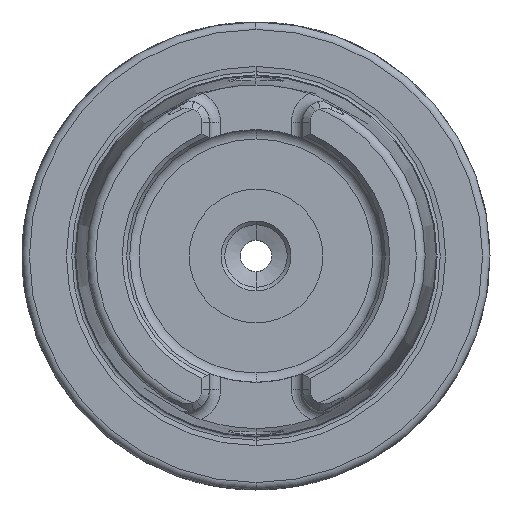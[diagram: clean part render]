
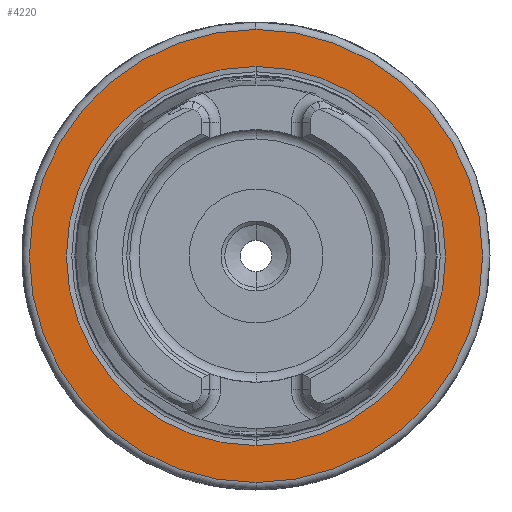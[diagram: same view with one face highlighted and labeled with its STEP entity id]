
A CAD part, left-side view. The second image highlights one B-rep face of the part: STEP entity #4220.
In plain terms, the highlighted planar face has unit normal (-1, 0, 0).
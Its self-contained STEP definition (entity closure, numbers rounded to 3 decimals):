
#63 = AXIS2_PLACEMENT_3D ( 'NONE', #557, #2050, #7014 ) ;
#313 = CARTESIAN_POINT ( 'NONE',  ( -64., 0., -25.521 ) ) ;
#342 = AXIS2_PLACEMENT_3D ( 'NONE', #7295, #3061, #7985 ) ;
#557 = CARTESIAN_POINT ( 'NONE',  ( -64., 31.5, 0. ) ) ;
#1285 = AXIS2_PLACEMENT_3D ( 'NONE', #7885, #3688, #8600 ) ;
#1304 = VERTEX_POINT ( 'NONE', #1584 ) ;
#1318 = EDGE_CURVE ( 'NONE', #4846, #5951, #1401, .T. ) ;
#1343 = PLANE ( 'NONE',  #63 ) ;
#1401 = CIRCLE ( 'NONE', #3999, 30.5 ) ;
#1414 = CIRCLE ( 'NONE', #342, 25.521 ) ;
#1418 = ORIENTED_EDGE ( 'NONE', *, *, #8796, .T. ) ;
#1474 = FACE_BOUND ( 'NONE', #2072, .T. ) ;
#1584 = CARTESIAN_POINT ( 'NONE',  ( -64., 0., 25.521 ) ) ;
#2050 = DIRECTION ( 'NONE',  ( 1., 0., 0. ) ) ;
#2072 = EDGE_LOOP ( 'NONE', ( #1418, #8160 ) ) ;
#2187 = CARTESIAN_POINT ( 'NONE',  ( -64., 0., 30.5 ) ) ;
#2289 = ORIENTED_EDGE ( 'NONE', *, *, #1318, .T. ) ;
#3051 = CARTESIAN_POINT ( 'NONE',  ( -64., 0., 0. ) ) ;
#3061 = DIRECTION ( 'NONE',  ( 1., 0., 0. ) ) ;
#3297 = DIRECTION ( 'NONE',  ( 1., 0., 0. ) ) ;
#3383 = FACE_OUTER_BOUND ( 'NONE', #5877, .T. ) ;
#3469 = AXIS2_PLACEMENT_3D ( 'NONE', #7517, #3297, #8206 ) ;
#3688 = DIRECTION ( 'NONE',  ( -1., 0., 0. ) ) ;
#3722 = CIRCLE ( 'NONE', #3469, 25.521 ) ;
#3779 = DIRECTION ( 'NONE',  ( 0., 0., -1. ) ) ;
#3985 = ORIENTED_EDGE ( 'NONE', *, *, #6318, .T. ) ;
#3999 = AXIS2_PLACEMENT_3D ( 'NONE', #3051, #7979, #3779 ) ;
#4220 = ADVANCED_FACE ( 'NONE', ( #3383, #1474 ), #1343, .F. ) ;
#4846 = VERTEX_POINT ( 'NONE', #2187 ) ;
#5877 = EDGE_LOOP ( 'NONE', ( #3985, #2289 ) ) ;
#5951 = VERTEX_POINT ( 'NONE', #8705 ) ;
#6127 = EDGE_CURVE ( 'NONE', #9027, #1304, #3722, .T. ) ;
#6318 = EDGE_CURVE ( 'NONE', #5951, #4846, #8218, .T. ) ;
#7014 = DIRECTION ( 'NONE',  ( 0., 0., -1. ) ) ;
#7295 = CARTESIAN_POINT ( 'NONE',  ( -64., 0., 0. ) ) ;
#7517 = CARTESIAN_POINT ( 'NONE',  ( -64., 0., 0. ) ) ;
#7885 = CARTESIAN_POINT ( 'NONE',  ( -64., 0., 0. ) ) ;
#7979 = DIRECTION ( 'NONE',  ( -1., 0., 0. ) ) ;
#7985 = DIRECTION ( 'NONE',  ( 0., 0., -1. ) ) ;
#8160 = ORIENTED_EDGE ( 'NONE', *, *, #6127, .T. ) ;
#8206 = DIRECTION ( 'NONE',  ( 0., 0., -1. ) ) ;
#8218 = CIRCLE ( 'NONE', #1285, 30.5 ) ;
#8600 = DIRECTION ( 'NONE',  ( 0., 0., -1. ) ) ;
#8705 = CARTESIAN_POINT ( 'NONE',  ( -64., 0., -30.5 ) ) ;
#8796 = EDGE_CURVE ( 'NONE', #1304, #9027, #1414, .T. ) ;
#9027 = VERTEX_POINT ( 'NONE', #313 ) ;
